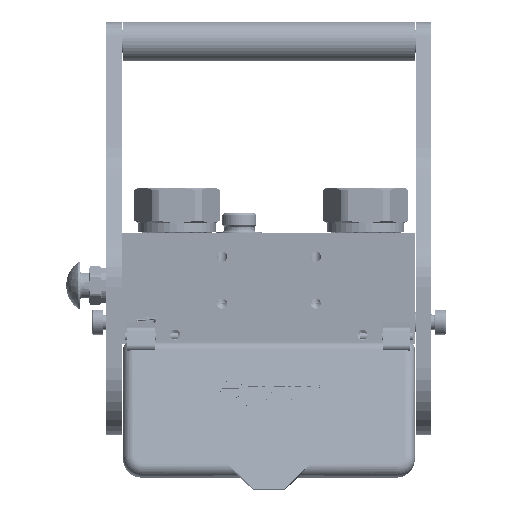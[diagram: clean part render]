
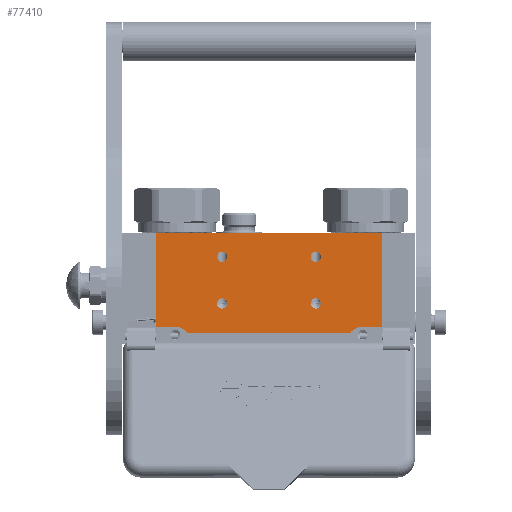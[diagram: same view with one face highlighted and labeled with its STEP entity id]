
A CAD part, left-side view. The second image highlights one B-rep face of the part: STEP entity #77410.
In plain terms, the highlighted face is planar.
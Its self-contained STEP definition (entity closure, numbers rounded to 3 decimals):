
#1378 = CIRCLE ( 'NONE', #86939, 3.3 ) ;
#1782 = EDGE_CURVE ( 'NONE', #25833, #18131, #84911, .T. ) ;
#1872 = FACE_BOUND ( 'NONE', #139302, .T. ) ;
#5310 = AXIS2_PLACEMENT_3D ( 'NONE', #16553, #125005, #103976 ) ;
#5457 = ORIENTED_EDGE ( 'NONE', *, *, #68257, .F. ) ;
#5681 = DIRECTION ( 'NONE',  ( 0., 0., -1. ) ) ;
#6210 = VECTOR ( 'NONE', #19846, 1000. ) ;
#6751 = CARTESIAN_POINT ( 'NONE',  ( 166.7, 0., -108. ) ) ;
#7102 = FACE_OUTER_BOUND ( 'NONE', #27821, .T. ) ;
#8106 = VERTEX_POINT ( 'NONE', #15776 ) ;
#8771 = DIRECTION ( 'NONE',  ( 0., 0., -1. ) ) ;
#8942 = DIRECTION ( 'NONE',  ( 1., 0., 0. ) ) ;
#11208 = VERTEX_POINT ( 'NONE', #40932 ) ;
#11392 = DIRECTION ( 'NONE',  ( 0., -1., 0. ) ) ;
#12396 = ORIENTED_EDGE ( 'NONE', *, *, #36847, .F. ) ;
#15776 = CARTESIAN_POINT ( 'NONE',  ( 166.7, 60., -108. ) ) ;
#16471 = DIRECTION ( 'NONE',  ( 0., 0., -1. ) ) ;
#16553 = CARTESIAN_POINT ( 'NONE',  ( 124., 15., -108. ) ) ;
#16897 = AXIS2_PLACEMENT_3D ( 'NONE', #106752, #8771, #64765 ) ;
#17014 = CARTESIAN_POINT ( 'NONE',  ( 64., 15., -108. ) ) ;
#17318 = CARTESIAN_POINT ( 'NONE',  ( 64., 45., -108. ) ) ;
#18131 = VERTEX_POINT ( 'NONE', #127698 ) ;
#18496 = EDGE_LOOP ( 'NONE', ( #80524, #23717 ) ) ;
#19846 = DIRECTION ( 'NONE',  ( -1., 0., 0. ) ) ;
#22649 = VECTOR ( 'NONE', #97683, 1000. ) ;
#23717 = ORIENTED_EDGE ( 'NONE', *, *, #46865, .F. ) ;
#24098 = VERTEX_POINT ( 'NONE', #102860 ) ;
#24273 = EDGE_CURVE ( 'NONE', #36988, #8106, #125417, .T. ) ;
#24303 = ORIENTED_EDGE ( 'NONE', *, *, #25461, .F. ) ;
#25461 = EDGE_CURVE ( 'NONE', #8106, #27575, #101022, .T. ) ;
#25833 = VERTEX_POINT ( 'NONE', #90957 ) ;
#27488 = DIRECTION ( 'NONE',  ( 0., -1., 0. ) ) ;
#27575 = VERTEX_POINT ( 'NONE', #34851 ) ;
#27821 = EDGE_LOOP ( 'NONE', ( #88525, #89496, #127275, #118235, #12396, #96160, #5457, #24303 ) ) ;
#29093 = CARTESIAN_POINT ( 'NONE',  ( 64., 41.7, -108. ) ) ;
#29393 = CIRCLE ( 'NONE', #95156, 10. ) ;
#31032 = FACE_BOUND ( 'NONE', #39902, .T. ) ;
#31199 = EDGE_CURVE ( 'NONE', #52809, #76237, #93919, .T. ) ;
#31302 = CARTESIAN_POINT ( 'NONE',  ( 145.854, 64.2, -108. ) ) ;
#31309 = CARTESIAN_POINT ( 'NONE',  ( 166.7, 0., -108. ) ) ;
#32177 = CARTESIAN_POINT ( 'NONE',  ( 166.7, 0., -108. ) ) ;
#32375 = CARTESIAN_POINT ( 'NONE',  ( 21.3, 60., -108. ) ) ;
#32562 = EDGE_CURVE ( 'NONE', #128297, #106580, #112208, .T. ) ;
#32784 = FACE_BOUND ( 'NONE', #18496, .T. ) ;
#33102 = CIRCLE ( 'NONE', #86269, 10. ) ;
#34851 = CARTESIAN_POINT ( 'NONE',  ( 154., 60., -108. ) ) ;
#35030 = CIRCLE ( 'NONE', #5310, 3.3 ) ;
#36847 = EDGE_CURVE ( 'NONE', #106580, #40153, #33102, .T. ) ;
#36988 = VERTEX_POINT ( 'NONE', #32177 ) ;
#37889 = FACE_BOUND ( 'NONE', #70872, .T. ) ;
#38393 = DIRECTION ( 'NONE',  ( 0., 0., -1. ) ) ;
#38484 = ORIENTED_EDGE ( 'NONE', *, *, #42917, .F. ) ;
#38852 = DIRECTION ( 'NONE',  ( 0., 1., 0. ) ) ;
#39791 = EDGE_CURVE ( 'NONE', #76237, #52809, #107740, .T. ) ;
#39902 = EDGE_LOOP ( 'NONE', ( #38484, #97727 ) ) ;
#40153 = VERTEX_POINT ( 'NONE', #100458 ) ;
#40932 = CARTESIAN_POINT ( 'NONE',  ( 124., 18.3, -108. ) ) ;
#41412 = DIRECTION ( 'NONE',  ( 0., 0., -1. ) ) ;
#41662 = DIRECTION ( 'NONE',  ( -1., 0., 0. ) ) ;
#42917 = EDGE_CURVE ( 'NONE', #125542, #131669, #1378, .T. ) ;
#46164 = CARTESIAN_POINT ( 'NONE',  ( 42.146, 64.2, -108. ) ) ;
#46865 = EDGE_CURVE ( 'NONE', #11208, #97083, #51697, .T. ) ;
#48276 = AXIS2_PLACEMENT_3D ( 'NONE', #105926, #41412, #84034 ) ;
#48720 = EDGE_CURVE ( 'NONE', #103638, #24098, #81768, .T. ) ;
#51398 = DIRECTION ( 'NONE',  ( 0., 0., -1. ) ) ;
#51697 = CIRCLE ( 'NONE', #136689, 3.3 ) ;
#52000 = VECTOR ( 'NONE', #38852, 1000. ) ;
#52723 = EDGE_CURVE ( 'NONE', #131669, #125542, #121825, .T. ) ;
#52809 = VERTEX_POINT ( 'NONE', #72905 ) ;
#59571 = ORIENTED_EDGE ( 'NONE', *, *, #137936, .F. ) ;
#60584 = DIRECTION ( 'NONE',  ( 0., 0., -1. ) ) ;
#61232 = CARTESIAN_POINT ( 'NONE',  ( 124., 15., -108. ) ) ;
#63340 = CARTESIAN_POINT ( 'NONE',  ( 124., 45., -108. ) ) ;
#63341 = CARTESIAN_POINT ( 'NONE',  ( 166.7, 60., -108. ) ) ;
#64058 = DIRECTION ( 'NONE',  ( 0., 1., 0. ) ) ;
#64727 = CARTESIAN_POINT ( 'NONE',  ( 124., 48.3, -108. ) ) ;
#64765 = DIRECTION ( 'NONE',  ( 0., -1., 0. ) ) ;
#65286 = AXIS2_PLACEMENT_3D ( 'NONE', #17014, #60584, #116818 ) ;
#68177 = CARTESIAN_POINT ( 'NONE',  ( 124., 11.7, -108. ) ) ;
#68257 = EDGE_CURVE ( 'NONE', #27575, #128297, #29393, .T. ) ;
#68609 = AXIS2_PLACEMENT_3D ( 'NONE', #129053, #139148, #41662 ) ;
#70872 = EDGE_LOOP ( 'NONE', ( #59571, #140001 ) ) ;
#70997 = CARTESIAN_POINT ( 'NONE',  ( 124., 45., -108. ) ) ;
#72000 = ORIENTED_EDGE ( 'NONE', *, *, #39791, .F. ) ;
#72014 = VECTOR ( 'NONE', #118186, 1000. ) ;
#72905 = CARTESIAN_POINT ( 'NONE',  ( 64., 48.3, -108. ) ) ;
#76237 = VERTEX_POINT ( 'NONE', #29093 ) ;
#76893 = EDGE_CURVE ( 'NONE', #36988, #103638, #97780, .T. ) ;
#77410 = ADVANCED_FACE ( 'NONE', ( #31032, #32784, #1872, #37889, #7102 ), #125762, .T. ) ;
#80232 = AXIS2_PLACEMENT_3D ( 'NONE', #17318, #38393, #105205 ) ;
#80524 = ORIENTED_EDGE ( 'NONE', *, *, #103140, .F. ) ;
#81768 = LINE ( 'NONE', #129915, #131282 ) ;
#82272 = DIRECTION ( 'NONE',  ( 0., 1., 0. ) ) ;
#84034 = DIRECTION ( 'NONE',  ( 0., 1., 0. ) ) ;
#84911 = CIRCLE ( 'NONE', #48276, 3.3 ) ;
#86269 = AXIS2_PLACEMENT_3D ( 'NONE', #140214, #96700, #139738 ) ;
#86939 = AXIS2_PLACEMENT_3D ( 'NONE', #70997, #16471, #27488 ) ;
#88525 = ORIENTED_EDGE ( 'NONE', *, *, #24273, .F. ) ;
#88564 = CARTESIAN_POINT ( 'NONE',  ( 145.854, 64.2, -108. ) ) ;
#89496 = ORIENTED_EDGE ( 'NONE', *, *, #76893, .T. ) ;
#90014 = CIRCLE ( 'NONE', #65286, 3.3 ) ;
#90495 = ORIENTED_EDGE ( 'NONE', *, *, #31199, .F. ) ;
#90957 = CARTESIAN_POINT ( 'NONE',  ( 64., 18.3, -108. ) ) ;
#92340 = VECTOR ( 'NONE', #8942, 1000. ) ;
#93919 = CIRCLE ( 'NONE', #80232, 3.3 ) ;
#94170 = EDGE_CURVE ( 'NONE', #24098, #40153, #124737, .T. ) ;
#95156 = AXIS2_PLACEMENT_3D ( 'NONE', #132305, #120334, #11392 ) ;
#96160 = ORIENTED_EDGE ( 'NONE', *, *, #32562, .F. ) ;
#96700 = DIRECTION ( 'NONE',  ( 0., 0., -1. ) ) ;
#97083 = VERTEX_POINT ( 'NONE', #68177 ) ;
#97683 = DIRECTION ( 'NONE',  ( -1., 0., 0. ) ) ;
#97727 = ORIENTED_EDGE ( 'NONE', *, *, #52723, .F. ) ;
#97780 = LINE ( 'NONE', #31309, #22649 ) ;
#99512 = CARTESIAN_POINT ( 'NONE',  ( 124., 41.7, -108. ) ) ;
#100330 = CARTESIAN_POINT ( 'NONE',  ( 21.3, 0., -108. ) ) ;
#100458 = CARTESIAN_POINT ( 'NONE',  ( 34., 60., -108. ) ) ;
#101022 = LINE ( 'NONE', #63341, #72014 ) ;
#102860 = CARTESIAN_POINT ( 'NONE',  ( 21.3, 60., -108. ) ) ;
#103140 = EDGE_CURVE ( 'NONE', #97083, #11208, #35030, .T. ) ;
#103638 = VERTEX_POINT ( 'NONE', #100330 ) ;
#103976 = DIRECTION ( 'NONE',  ( 0., -1., 0. ) ) ;
#105205 = DIRECTION ( 'NONE',  ( 0., 1., 0. ) ) ;
#105926 = CARTESIAN_POINT ( 'NONE',  ( 64., 15., -108. ) ) ;
#106580 = VERTEX_POINT ( 'NONE', #46164 ) ;
#106752 = CARTESIAN_POINT ( 'NONE',  ( 64., 45., -108. ) ) ;
#107695 = DIRECTION ( 'NONE',  ( 0., 1., 0. ) ) ;
#107740 = CIRCLE ( 'NONE', #16897, 3.3 ) ;
#109975 = AXIS2_PLACEMENT_3D ( 'NONE', #63340, #51398, #107695 ) ;
#112208 = LINE ( 'NONE', #31302, #6210 ) ;
#116818 = DIRECTION ( 'NONE',  ( 0., -1., 0. ) ) ;
#118186 = DIRECTION ( 'NONE',  ( -1., 0., 0. ) ) ;
#118235 = ORIENTED_EDGE ( 'NONE', *, *, #94170, .T. ) ;
#120334 = DIRECTION ( 'NONE',  ( 0., 0., -1. ) ) ;
#121825 = CIRCLE ( 'NONE', #109975, 3.3 ) ;
#124737 = LINE ( 'NONE', #32375, #92340 ) ;
#125005 = DIRECTION ( 'NONE',  ( 0., 0., -1. ) ) ;
#125417 = LINE ( 'NONE', #6751, #52000 ) ;
#125542 = VERTEX_POINT ( 'NONE', #99512 ) ;
#125762 = PLANE ( 'NONE',  #68609 ) ;
#127275 = ORIENTED_EDGE ( 'NONE', *, *, #48720, .T. ) ;
#127698 = CARTESIAN_POINT ( 'NONE',  ( 64., 11.7, -108. ) ) ;
#128297 = VERTEX_POINT ( 'NONE', #88564 ) ;
#129053 = CARTESIAN_POINT ( 'NONE',  ( 166.7, 0., -108. ) ) ;
#129915 = CARTESIAN_POINT ( 'NONE',  ( 21.3, 0., -108. ) ) ;
#131282 = VECTOR ( 'NONE', #64058, 1000. ) ;
#131669 = VERTEX_POINT ( 'NONE', #64727 ) ;
#132305 = CARTESIAN_POINT ( 'NONE',  ( 154., 70., -108. ) ) ;
#136689 = AXIS2_PLACEMENT_3D ( 'NONE', #61232, #5681, #82272 ) ;
#137936 = EDGE_CURVE ( 'NONE', #18131, #25833, #90014, .T. ) ;
#139148 = DIRECTION ( 'NONE',  ( 0., 0., -1. ) ) ;
#139302 = EDGE_LOOP ( 'NONE', ( #72000, #90495 ) ) ;
#139738 = DIRECTION ( 'NONE',  ( 0.815, -0.58, 0. ) ) ;
#140001 = ORIENTED_EDGE ( 'NONE', *, *, #1782, .F. ) ;
#140214 = CARTESIAN_POINT ( 'NONE',  ( 34., 70., -108. ) ) ;
